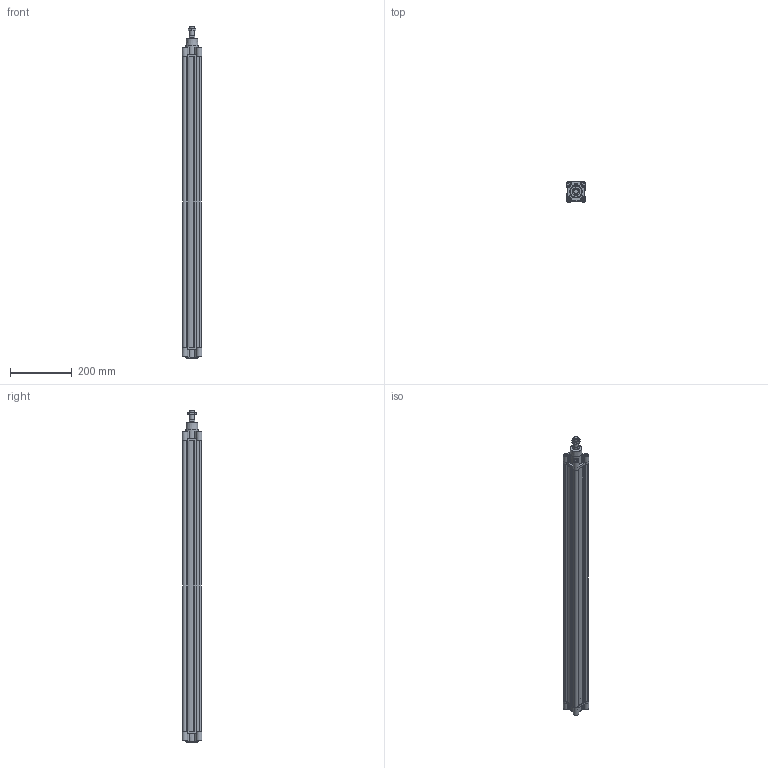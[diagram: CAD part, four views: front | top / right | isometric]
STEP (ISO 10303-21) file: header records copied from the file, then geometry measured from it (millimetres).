
FILE_DESCRIPTION(/* description */ ('STEP AP214'),/* implementation_level */ '2;1');
FILE_NAME(/* name */ 'MCQI3-11-50-900M',/* time_stamp */ '2024-06-20T21:11:46+02:00',/* author */ ('License CC BY-ND 4.0'),/* organization */ ('CADENAS'),/* preprocessor_version */ 'ST-DEVELOPER v19.3',/* originating_system */ 'PARTsolutions',/* authorisation */ ' ');
FILE_SCHEMA (('AUTOMOTIVE_DESIGN {1 0 10303 214 3 1 1}'));
Length unit declared in the file: millimetre
Products named in the file (4): MCQI3-11-50-900M; MCQI3-11-50-900M_(0_0)_body; MCQI3-11-50-900M(_0_0)_rod; MCQI350(-n)
Assembly tree (3 placements, depth 2):
  MCQI3-11-50-900M
    MCQI3-11-50-900M_(0_0)_body
    MCQI3-11-50-900M(_0_0)_rod
    MCQI350(-n)
Bounding box: 65 x 65 x 1079 mm (x, y, z)
Volume: 1622034.5 mm3; surface area: 550821.3 mm2
Topology: 3 solids, 3 shells, 437 faces, 1080 edges, 683 vertices
Faces by surface type: plane 263, cylinder 146, cone 26, torus 2
Full cylindrical faces by diameter (mm): 6.917 x8, 7 x2, 7.9 x2, 11.445 x2, 13.6 x8, 14 x8, 14.376 x1, 16 x1, 20 x2, 40 x2, 50 x2
Entity records: 15560 total; most frequent: DIRECTION 2281, CARTESIAN_POINT 2272, ORIENTED_EDGE 2044, EDGE_CURVE 1022, AXIS2_PLACEMENT_3D 855, VERTEX_POINT 679, LINE 571, VECTOR 571
